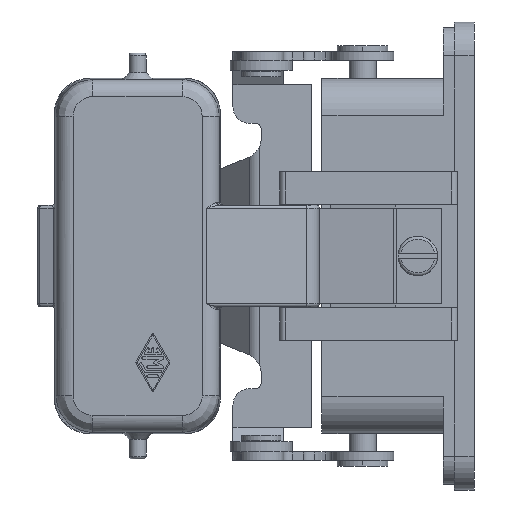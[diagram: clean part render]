
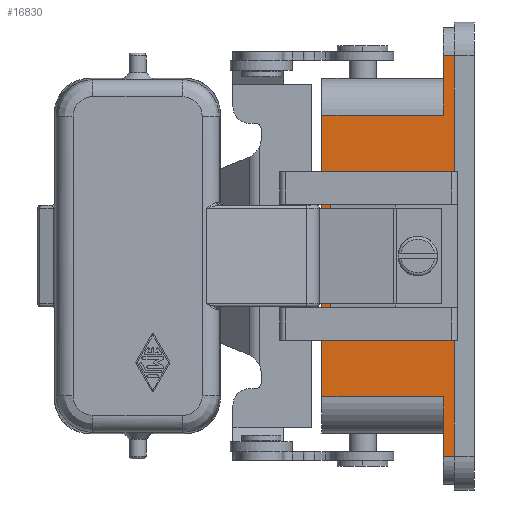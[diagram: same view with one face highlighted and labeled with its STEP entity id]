
A CAD part, front view. The second image highlights one B-rep face of the part: STEP entity #16830.
In plain terms, the highlighted face is planar.
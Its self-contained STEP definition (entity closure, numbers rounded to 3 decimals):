
#2470=CARTESIAN_POINT('',(27.9,3.,
29.1));
#2480=VERTEX_POINT('',#2470);
#2510=CARTESIAN_POINT('',(83.9,3.,
29.1));
#2520=DIRECTION('',(-1.,0.,0.));
#2530=VECTOR('',#2520,1.);
#2540=LINE('',#2510,#2530);
#2550=CARTESIAN_POINT('',(-22.1,3.,
29.1));
#2560=VERTEX_POINT('',#2550);
#2570=EDGE_CURVE('',#2480,#2560,#2540,.T.);
#9240=CARTESIAN_POINT('',(-22.1,-18.5,
29.1));
#9250=VERTEX_POINT('',#9240);
#9350=CARTESIAN_POINT('',(-22.1,0.,
29.1));
#9360=DIRECTION('',(0.,1.,0.));
#9370=VECTOR('',#9360,1.);
#9380=LINE('',#9350,#9370);
#9390=EDGE_CURVE('',#9250,#2560,#9380,.T.);
#9630=CARTESIAN_POINT('',(38.4,-20.5,
29.1));
#9640=VERTEX_POINT('',#9630);
#9670=CARTESIAN_POINT('',(38.4,0.,
29.1));
#9680=DIRECTION('',(0.,-1.,0.));
#9690=VECTOR('',#9680,1.);
#9700=LINE('',#9670,#9690);
#9710=CARTESIAN_POINT('',(38.4,-18.5,
29.1));
#9720=VERTEX_POINT('',#9710);
#9730=EDGE_CURVE('',#9720,#9640,#9700,.T.);
#10100=CARTESIAN_POINT('',(27.9,-18.5,
29.1));
#10110=VERTEX_POINT('',#10100);
#10160=CARTESIAN_POINT('',(27.9,0.,
29.1));
#10170=DIRECTION('',(0.,1.,0.));
#10180=VECTOR('',#10170,1.);
#10190=LINE('',#10160,#10180);
#10200=EDGE_CURVE('',#10110,#2480,#10190,.T.);
#15320=CARTESIAN_POINT('',(-32.6,-20.5,
29.1));
#15330=VERTEX_POINT('',#15320);
#15490=CARTESIAN_POINT('',(-32.6,-18.5,
29.1));
#15500=VERTEX_POINT('',#15490);
#15530=CARTESIAN_POINT('',(-32.6,0.,
29.1));
#15540=DIRECTION('',(0.,-1.,0.));
#15550=VECTOR('',#15540,1.);
#15560=LINE('',#15530,#15550);
#15570=EDGE_CURVE('',#15500,#15330,#15560,.T.);
#15690=CARTESIAN_POINT('',(0.,3.,29.1));
#15700=DIRECTION('',(0.,0.,1.));
#15710=DIRECTION('',(0.,1.,0.));
#15720=AXIS2_PLACEMENT_3D('',#15690,#15700,#15710);
#15730=PLANE('',#15720);
#15740=ORIENTED_EDGE('',*,*,#2570,.T.);
#15750=ORIENTED_EDGE('',*,*,#10200,.T.);
#15760=CARTESIAN_POINT('',(0.,-18.5,29.1));
#15770=DIRECTION('',(1.,0.,0.));
#15780=VECTOR('',#15770,1.);
#15790=LINE('',#15760,#15780);
#15800=EDGE_CURVE('',#10110,#9720,#15790,.T.);
#15810=ORIENTED_EDGE('',*,*,#15800,.F.);
#15820=ORIENTED_EDGE('',*,*,#9730,.F.);
#15830=CARTESIAN_POINT('',(0.,-20.5,29.1));
#15840=DIRECTION('',(-1.,0.,0.));
#15850=VECTOR('',#15840,1.);
#15860=LINE('',#15830,#15850);
#15870=EDGE_CURVE('',#9640,#15330,#15860,.T.);
#15880=ORIENTED_EDGE('',*,*,#15870,.F.);
#15890=ORIENTED_EDGE('',*,*,#15570,.T.);
#15900=CARTESIAN_POINT('',(0.,-18.5,29.1));
#15910=DIRECTION('',(-1.,0.,0.));
#15920=VECTOR('',#15910,1.);
#15930=LINE('',#15900,#15920);
#15940=EDGE_CURVE('',#9250,#15500,#15930,.T.);
#15950=ORIENTED_EDGE('',*,*,#15940,.T.);
#15960=ORIENTED_EDGE('',*,*,#9390,.F.);
#15970=EDGE_LOOP('',(#15960,#15950,#15890,#15880,#15820,#15810,#15750,
#15740));
#15980=FACE_OUTER_BOUND('',#15970,.T.);
#15990=CARTESIAN_POINT('',(0.,-19.,29.1));
#16000=DIRECTION('',(1.,0.,0.));
#16010=VECTOR('',#16000,1.);
#16020=LINE('',#15990,#16010);
#16030=CARTESIAN_POINT('',(-12.1,-19.,29.1));
#16040=VERTEX_POINT('',#16030);
#16050=CARTESIAN_POINT('',(17.9,-19.,29.1));
#16060=VERTEX_POINT('',#16050);
#16070=EDGE_CURVE('',#16040,#16060,#16020,.T.);
#16080=ORIENTED_EDGE('',*,*,#16070,.F.);
#16090=CARTESIAN_POINT('',(17.9,0.,29.1));
#16100=DIRECTION('',(0.,1.,0.));
#16110=VECTOR('',#16100,1.);
#16120=LINE('',#16090,#16110);
#16130=CARTESIAN_POINT('',(17.9,-16.867,29.1));
#16140=VERTEX_POINT('',#16130);
#16150=EDGE_CURVE('',#16060,#16140,#16120,.T.);
#16160=ORIENTED_EDGE('',*,*,#16150,.F.);
#16170=CARTESIAN_POINT('',(0.,-6.533,29.1));
#16180=DIRECTION('',(-0.866,0.5,0.));
#16190=VECTOR('',#16180,1.);
#16200=LINE('',#16170,#16190);
#16210=CARTESIAN_POINT('',(13.8,-14.5,29.1));
#16220=VERTEX_POINT('',#16210);
#16230=EDGE_CURVE('',#16140,#16220,#16200,.T.);
#16240=ORIENTED_EDGE('',*,*,#16230,.F.);
#16250=CARTESIAN_POINT('',(13.8,-6.5,29.1));
#16260=DIRECTION('',(0.,0.,1.));
#16270=DIRECTION('',(1.,0.,0.));
#16280=AXIS2_PLACEMENT_3D('',#16250,#16260,#16270);
#16290=CIRCLE('',#16280,8.);
#16300=CARTESIAN_POINT('',(5.8,-6.5,29.1));
#16310=VERTEX_POINT('',#16300);
#16320=EDGE_CURVE('',#16310,#16220,#16290,.T.);
#16330=ORIENTED_EDGE('',*,*,#16320,.T.);
#16340=CARTESIAN_POINT('',(5.8,0.,29.1));
#16350=DIRECTION('',(0.,1.,0.));
#16360=VECTOR('',#16350,1.);
#16370=LINE('',#16340,#16360);
#16380=CARTESIAN_POINT('',(5.8,0.,29.1));
#16390=VERTEX_POINT('',#16380);
#16400=EDGE_CURVE('',#16310,#16390,#16370,.T.);
#16410=ORIENTED_EDGE('',*,*,#16400,.F.);
#16420=CARTESIAN_POINT('',(0.,0.,29.1));
#16430=DIRECTION('',(-1.,0.,0.));
#16440=VECTOR('',#16430,1.);
#16450=LINE('',#16420,#16440);
#16460=CARTESIAN_POINT('',(0.,0.,
29.1));
#16470=VERTEX_POINT('',#16460);
#16480=EDGE_CURVE('',#16390,#16470,#16450,.T.);
#16490=ORIENTED_EDGE('',*,*,#16480,.F.);
#16500=CARTESIAN_POINT('',(0.,0.,29.1));
#16510=DIRECTION('',(0.,1.,0.));
#16520=VECTOR('',#16510,1.);
#16530=LINE('',#16500,#16520);
#16540=CARTESIAN_POINT('',(0.,-6.5,29.1));
#16550=VERTEX_POINT('',#16540);
#16560=EDGE_CURVE('',#16550,#16470,#16530,.T.);
#16570=ORIENTED_EDGE('',*,*,#16560,.T.);
#16580=CARTESIAN_POINT('',(-8.,-6.5,29.1));
#16590=DIRECTION('',(0.,0.,-1.));
#16600=DIRECTION('',(-1.,0.,0.));
#16610=AXIS2_PLACEMENT_3D('',#16580,#16590,#16600);
#16620=CIRCLE('',#16610,8.);
#16630=CARTESIAN_POINT('',(-8.,-14.5,29.1));
#16640=VERTEX_POINT('',#16630);
#16650=EDGE_CURVE('',#16550,#16640,#16620,.T.);
#16660=ORIENTED_EDGE('',*,*,#16650,.F.);
#16670=CARTESIAN_POINT('',(0.,-9.881,29.1));
#16680=DIRECTION('',(0.866,0.5,0.));
#16690=VECTOR('',#16680,1.);
#16700=LINE('',#16670,#16690);
#16710=CARTESIAN_POINT('',(-12.1,-16.867,29.1));
#16720=VERTEX_POINT('',#16710);
#16730=EDGE_CURVE('',#16720,#16640,#16700,.T.);
#16740=ORIENTED_EDGE('',*,*,#16730,.T.);
#16750=CARTESIAN_POINT('',(-12.1,0.,29.1));
#16760=DIRECTION('',(0.,1.,0.));
#16770=VECTOR('',#16760,1.);
#16780=LINE('',#16750,#16770);
#16790=EDGE_CURVE('',#16040,#16720,#16780,.T.);
#16800=ORIENTED_EDGE('',*,*,#16790,.T.);
#16810=EDGE_LOOP('',(#16800,#16740,#16660,#16570,#16490,#16410,#16330,
#16240,#16160,#16080));
#16820=FACE_BOUND('',#16810,.T.);
#16830=ADVANCED_FACE('F254',(#15980,#16820),#15730,.T.);
